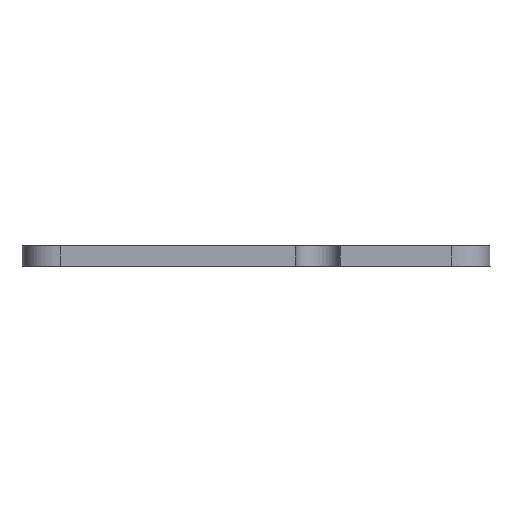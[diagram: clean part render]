
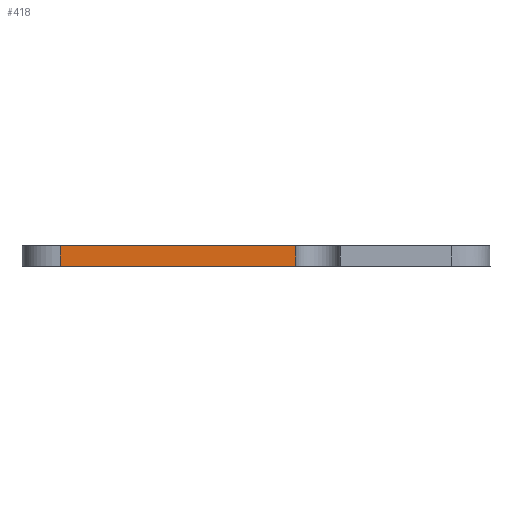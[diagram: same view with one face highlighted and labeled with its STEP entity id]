
A CAD part, front view. The second image highlights one B-rep face of the part: STEP entity #418.
In plain terms, the highlighted planar face has unit normal (0, -1, 0).
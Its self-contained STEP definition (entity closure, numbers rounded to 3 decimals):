
#52=FACE_OUTER_BOUND('',#78,.T.);
#78=EDGE_LOOP('',(#347,#348,#349,#350));
#107=LINE('',#962,#144);
#126=LINE('',#1087,#163);
#127=LINE('',#1089,#164);
#128=LINE('',#1090,#165);
#144=VECTOR('',#487,10.);
#163=VECTOR('',#548,10.);
#164=VECTOR('',#549,10.);
#165=VECTOR('',#550,10.);
#186=VERTEX_POINT('',#576);
#198=VERTEX_POINT('',#846);
#217=VERTEX_POINT('',#1086);
#218=VERTEX_POINT('',#1088);
#236=EDGE_CURVE('',#186,#198,#107,.T.);
#267=EDGE_CURVE('',#217,#198,#126,.T.);
#268=EDGE_CURVE('',#217,#218,#127,.T.);
#269=EDGE_CURVE('',#218,#186,#128,.T.);
#347=ORIENTED_EDGE('',*,*,#236,.T.);
#348=ORIENTED_EDGE('',*,*,#267,.F.);
#349=ORIENTED_EDGE('',*,*,#268,.T.);
#350=ORIENTED_EDGE('',*,*,#269,.T.);
#400=PLANE('',#463);
#418=ADVANCED_FACE('',(#52),#400,.T.);
#463=AXIS2_PLACEMENT_3D('',#1085,#546,#547);
#487=DIRECTION('',(-1.,0.,0.));
#546=DIRECTION('center_axis',(0.,-1.,0.));
#547=DIRECTION('ref_axis',(1.,0.,0.));
#548=DIRECTION('',(0.,0.,1.));
#549=DIRECTION('',(1.,0.,0.));
#550=DIRECTION('',(0.,0.,1.));
#576=CARTESIAN_POINT('',(131.128,131.,124.45));
#846=CARTESIAN_POINT('',(104.799,131.,124.45));
#962=CARTESIAN_POINT('',(115.749,131.,124.45));
#1085=CARTESIAN_POINT('Origin',(104.799,131.,122.103));
#1086=CARTESIAN_POINT('',(104.799,131.,122.103));
#1087=CARTESIAN_POINT('',(104.799,131.,122.103));
#1088=CARTESIAN_POINT('',(131.128,131.,122.103));
#1089=CARTESIAN_POINT('',(104.799,131.,122.103));
#1090=CARTESIAN_POINT('',(131.128,131.,122.103));
